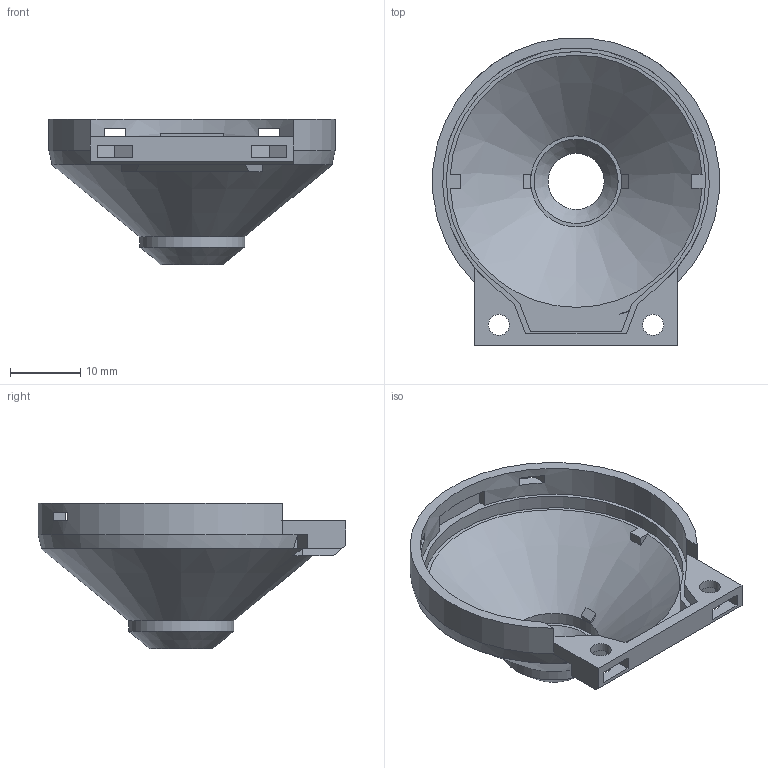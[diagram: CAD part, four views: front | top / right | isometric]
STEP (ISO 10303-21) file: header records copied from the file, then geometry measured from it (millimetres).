
FILE_DESCRIPTION(/* description */ (''),/* implementation_level */ '2;1');
FILE_NAME(/* name */ 'Eyepiece Enclosure V2.step',/* time_stamp */ '2024-01-13T16:24:19-05:00',/* author */ (''),/* organization */ (''),/* preprocessor_version */ 'ST-DEVELOPER v20',/* originating_system */ 'Autodesk Translation Framework v12.14.0.127',/* authorisation */ '');
FILE_SCHEMA (('AUTOMOTIVE_DESIGN { 1 0 10303 214 3 1 1 }'));
Length unit declared in the file: millimetre
Products named in the file (2): Eyepiece Enclosure V2; Component1
Assembly tree (1 placements, depth 2):
  Eyepiece Enclosure V2
    Component1
Bounding box: 40.84 x 43.93 x 20.75 mm (x, y, z)
Volume: 2954.9 mm3; surface area: 5693.9 mm2
Topology: 2 solids, 2 shells, 104 faces, 267 edges, 172 vertices
Faces by surface type: plane 82, cylinder 12, cone 8, bspline 2
Full cylindrical faces by diameter (mm): 3 x4, 13 x1, 15 x1
Entity records: 3202 total; most frequent: CARTESIAN_POINT 631, ORIENTED_EDGE 536, DIRECTION 499, EDGE_CURVE 268, LINE 187, VECTOR 187, VERTEX_POINT 172, AXIS2_PLACEMENT_3D 156
